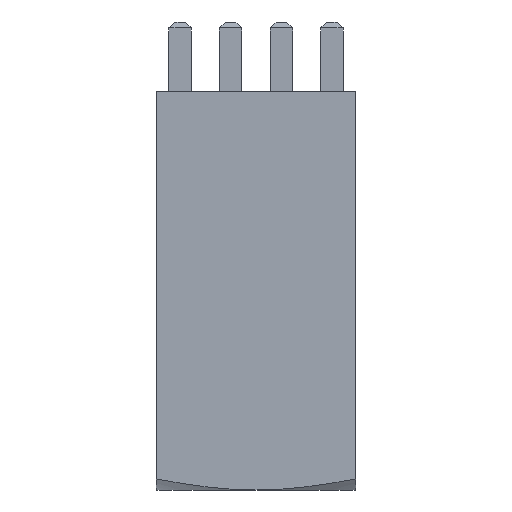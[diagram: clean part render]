
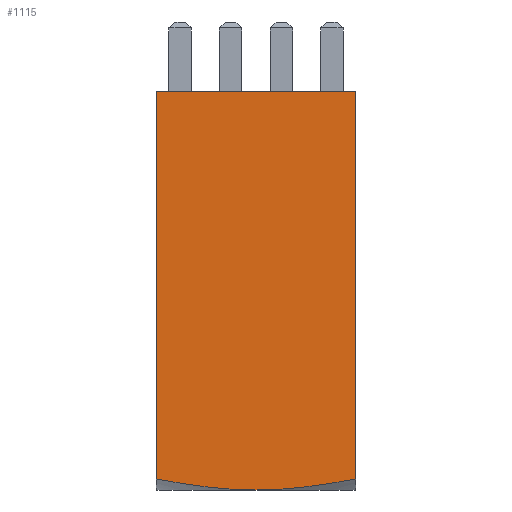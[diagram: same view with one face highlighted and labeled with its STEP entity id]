
A CAD part, left-side view. The second image highlights one B-rep face of the part: STEP entity #1115.
In plain terms, the highlighted planar face has unit normal (-1, 0, 0).
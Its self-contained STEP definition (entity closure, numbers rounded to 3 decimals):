
#612 = VECTOR ( 'NONE', #3989, 1000. ) ;
#615 = VECTOR ( 'NONE', #4010, 1000. ) ;
#1055 = LINE ( 'NONE', #1063, #3043 ) ;
#1063 = CARTESIAN_POINT ( 'NONE',  ( -5., -5., 20. ) ) ;
#1065 = DIRECTION ( 'NONE',  ( 0., -1., 0. ) ) ;
#1115 = ADVANCED_FACE ( 'NONE', ( #2712 ), #2711, .F. ) ;
#1316 = EDGE_CURVE ( 'NONE', #1927, #1854, #1055, .T. ) ;
#1411 = ORIENTED_EDGE ( 'NONE', *, *, #3321, .T. ) ;
#1452 = ORIENTED_EDGE ( 'NONE', *, *, #3327, .T. ) ;
#1454 = ORIENTED_EDGE ( 'NONE', *, *, #1316, .F. ) ;
#1457 = ORIENTED_EDGE ( 'NONE', *, *, #3322, .F. ) ;
#1460 = ORIENTED_EDGE ( 'NONE', *, *, #3326, .T. ) ;
#1854 = VERTEX_POINT ( 'NONE', #3516 ) ;
#1886 = VERTEX_POINT ( 'NONE', #3545 ) ;
#1896 = VERTEX_POINT ( 'NONE', #3553 ) ;
#1897 = VERTEX_POINT ( 'NONE', #3554 ) ;
#1927 = VERTEX_POINT ( 'NONE', #3582 ) ;
#2325 = EDGE_LOOP ( 'NONE', ( #1452, #1460, #1411, #1457, #1454 ) ) ;
#2708 = DIRECTION ( 'NONE',  ( 0., 0., -1. ) ) ;
#2709 = DIRECTION ( 'NONE',  ( 1., 0., 0. ) ) ;
#2711 = PLANE ( 'NONE',  #2835 ) ;
#2712 = FACE_OUTER_BOUND ( 'NONE', #2325, .T. ) ;
#2714 = CARTESIAN_POINT ( 'NONE',  ( -5., -5., 20. ) ) ;
#2835 = AXIS2_PLACEMENT_3D ( 'NONE', #2714, #2709, #2708 ) ;
#3043 = VECTOR ( 'NONE', #1065, 1000. ) ;
#3321 = EDGE_CURVE ( 'NONE', #1897, #1886, #4193, .T. ) ;
#3322 = EDGE_CURVE ( 'NONE', #1854, #1886, #3982, .T. ) ;
#3326 = EDGE_CURVE ( 'NONE', #1896, #1897, #4194, .T. ) ;
#3327 = EDGE_CURVE ( 'NONE', #1927, #1896, #4008, .T. ) ;
#3516 = CARTESIAN_POINT ( 'NONE',  ( -5., -5., 20. ) ) ;
#3545 = CARTESIAN_POINT ( 'NONE',  ( -5., -5., 0.555 ) ) ;
#3553 = CARTESIAN_POINT ( 'NONE',  ( -5., 5., 0.555 ) ) ;
#3554 = CARTESIAN_POINT ( 'NONE',  ( -5., 0., 0. ) ) ;
#3582 = CARTESIAN_POINT ( 'NONE',  ( -5., 5., 20. ) ) ;
#3975 = CARTESIAN_POINT ( 'NONE',  ( -5., 0., 0. ) ) ;
#3976 = CARTESIAN_POINT ( 'NONE',  ( -5., -0.836, 0. ) ) ;
#3982 = LINE ( 'NONE', #3987, #612 ) ;
#3983 = CARTESIAN_POINT ( 'NONE',  ( -5., -1.671, 0.059 ) ) ;
#3984 = CARTESIAN_POINT ( 'NONE',  ( -5., -3.338, 0.259 ) ) ;
#3985 = CARTESIAN_POINT ( 'NONE',  ( -5., -4.172, 0.398 ) ) ;
#3986 = CARTESIAN_POINT ( 'NONE',  ( -5., -5., 0.555 ) ) ;
#3987 = CARTESIAN_POINT ( 'NONE',  ( -5., -5., 20. ) ) ;
#3989 = DIRECTION ( 'NONE',  ( 0., 0., -1. ) ) ;
#3990 = CARTESIAN_POINT ( 'NONE',  ( -5., 4.175, 0.399 ) ) ;
#3997 = CARTESIAN_POINT ( 'NONE',  ( -5., 5., 0.555 ) ) ;
#4004 = CARTESIAN_POINT ( 'NONE',  ( -5., 3.345, 0.26 ) ) ;
#4005 = CARTESIAN_POINT ( 'NONE',  ( -5., 1.67, 0.058 ) ) ;
#4006 = CARTESIAN_POINT ( 'NONE',  ( -5., 0.834, 0. ) ) ;
#4007 = CARTESIAN_POINT ( 'NONE',  ( -5., 0., 0. ) ) ;
#4008 = LINE ( 'NONE', #4009, #615 ) ;
#4009 = CARTESIAN_POINT ( 'NONE',  ( -5., 5., 20. ) ) ;
#4010 = DIRECTION ( 'NONE',  ( 0., 0., -1. ) ) ;
#4193 = B_SPLINE_CURVE_WITH_KNOTS ( 'NONE', 3,
 ( #3975, #3976, #3983, #3984, #3985, #3986 ),
 .UNSPECIFIED., .F., .F.,
 ( 4, 2, 4 ),
 ( 0.021, 0.024, 0.026 ),
 .UNSPECIFIED. ) ;
#4194 = B_SPLINE_CURVE_WITH_KNOTS ( 'NONE', 3,
 ( #3997, #3990, #4004, #4005, #4006, #4007 ),
 .UNSPECIFIED., .F., .F.,
 ( 4, 2, 4 ),
 ( 0.016, 0.019, 0.021 ),
 .UNSPECIFIED. ) ;
